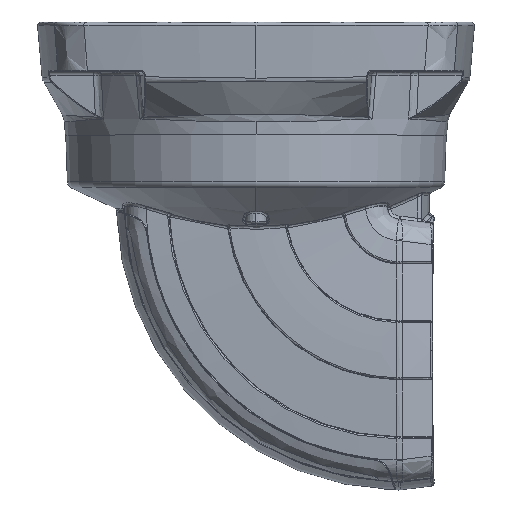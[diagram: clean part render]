
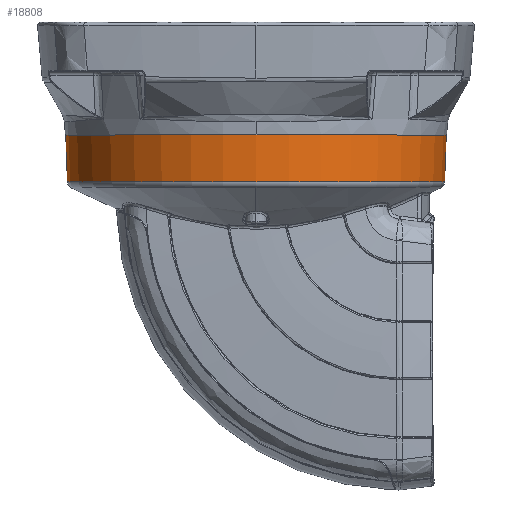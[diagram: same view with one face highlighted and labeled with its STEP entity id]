
A CAD part, top view. The second image highlights one B-rep face of the part: STEP entity #18808.
In plain terms, the highlighted conical face has half-angle 2 degrees and reference radius 54 mm.
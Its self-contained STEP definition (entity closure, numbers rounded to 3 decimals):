
#9630 = ORIENTED_EDGE ( 'NONE', *, *, #43842, .T. ) ;
#9705 = CARTESIAN_POINT ( 'NONE',  ( -81.328, -51.344, 125.189 ) ) ;
#11620 = CARTESIAN_POINT ( 'NONE',  ( -27.38, -49.853, 125.189 ) ) ;
#12209 = DIRECTION ( 'NONE',  ( 1., 0., 0. ) ) ;
#13001 = CIRCLE ( 'NONE', #75509, 53.948 ) ;
#13397 = DIRECTION ( 'NONE',  ( -1., 0., 0. ) ) ;
#16134 = LINE ( 'NONE', #24073, #51453 ) ;
#18377 = CARTESIAN_POINT ( 'NONE',  ( 26.62, -49.853, 125.189 ) ) ;
#18381 = DIRECTION ( 'NONE',  ( 0., 1., 0. ) ) ;
#18808 = ADVANCED_FACE ( 'NONE', ( #64066 ), #53518, .T. ) ;
#19813 = DIRECTION ( 'NONE',  ( 0., 1., 0. ) ) ;
#23440 = CARTESIAN_POINT ( 'NONE',  ( -27.38, -64.577, 125.189 ) ) ;
#24073 = CARTESIAN_POINT ( 'NONE',  ( -81.38, -49.853, 125.189 ) ) ;
#24201 = DIRECTION ( 'NONE',  ( 0., 1., 0. ) ) ;
#25001 = ORIENTED_EDGE ( 'NONE', *, *, #48155, .F. ) ;
#25948 = CARTESIAN_POINT ( 'NONE',  ( -27.38, -51.344, 125.189 ) ) ;
#29843 = DIRECTION ( 'NONE',  ( 0.035, 0.999, 0. ) ) ;
#39694 = VERTEX_POINT ( 'NONE', #64895 ) ;
#40161 = CARTESIAN_POINT ( 'NONE',  ( -80.866, -64.577, 125.189 ) ) ;
#42639 = EDGE_CURVE ( 'NONE', #47222, #67063, #16134, .T. ) ;
#43671 = LINE ( 'NONE', #18377, #49407 ) ;
#43827 = CIRCLE ( 'NONE', #73708, 53.486 ) ;
#43842 = EDGE_CURVE ( 'NONE', #47222, #58728, #43827, .T. ) ;
#45323 = EDGE_CURVE ( 'NONE', #58728, #39694, #43671, .T. ) ;
#47222 = VERTEX_POINT ( 'NONE', #40161 ) ;
#48155 = EDGE_CURVE ( 'NONE', #67063, #39694, #13001, .T. ) ;
#49407 = VECTOR ( 'NONE', #29843, 1000. ) ;
#51453 = VECTOR ( 'NONE', #78704, 1000. ) ;
#51802 = ORIENTED_EDGE ( 'NONE', *, *, #42639, .F. ) ;
#53518 = CONICAL_SURFACE ( 'NONE', #74133, 54., 0.035 ) ;
#57577 = ORIENTED_EDGE ( 'NONE', *, *, #45323, .T. ) ;
#58728 = VERTEX_POINT ( 'NONE', #61270 ) ;
#61270 = CARTESIAN_POINT ( 'NONE',  ( 26.106, -64.577, 125.189 ) ) ;
#64066 = FACE_OUTER_BOUND ( 'NONE', #69817, .T. ) ;
#64895 = CARTESIAN_POINT ( 'NONE',  ( 26.568, -51.344, 125.189 ) ) ;
#67063 = VERTEX_POINT ( 'NONE', #9705 ) ;
#69817 = EDGE_LOOP ( 'NONE', ( #51802, #9630, #57577, #25001 ) ) ;
#73708 = AXIS2_PLACEMENT_3D ( 'NONE', #23440, #18381, #12209 ) ;
#74133 = AXIS2_PLACEMENT_3D ( 'NONE', #11620, #24201, #78832 ) ;
#75509 = AXIS2_PLACEMENT_3D ( 'NONE', #25948, #19813, #13397 ) ;
#78704 = DIRECTION ( 'NONE',  ( -0.035, 0.999, 0. ) ) ;
#78832 = DIRECTION ( 'NONE',  ( 1., 0., 0. ) ) ;
